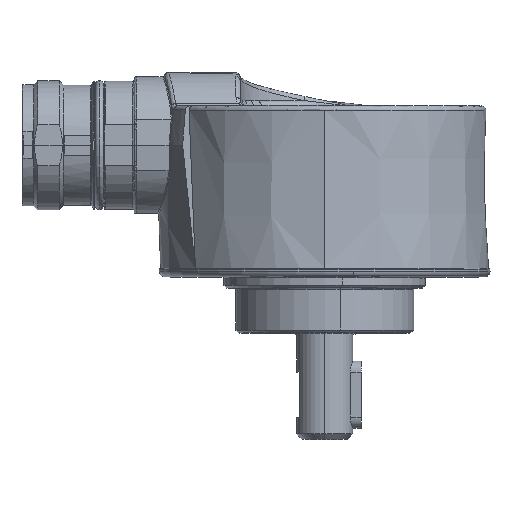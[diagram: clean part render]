
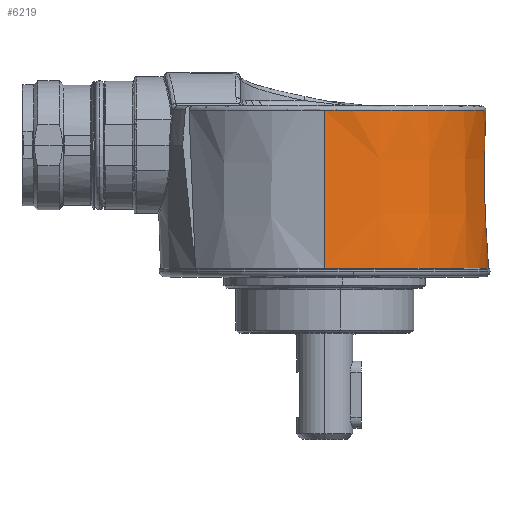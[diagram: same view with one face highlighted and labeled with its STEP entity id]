
A CAD part, top view. The second image highlights one B-rep face of the part: STEP entity #6219.
In plain terms, the highlighted conical face has half-angle 1 degrees and reference radius 28.672 mm.
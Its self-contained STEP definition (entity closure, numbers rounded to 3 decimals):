
#11 = VERTEX_POINT ( 'NONE', #11976 ) ;
#21 = CARTESIAN_POINT ( 'NONE',  ( 2.994, 47.748, -28.746 ) ) ;
#98 = CARTESIAN_POINT ( 'NONE',  ( 0., 18.871, 29.25 ) ) ;
#238 = LINE ( 'NONE', #13434, #1258 ) ;
#683 = DIRECTION ( 'NONE',  ( 0., 1., 0. ) ) ;
#871 = DIRECTION ( 'NONE',  ( 0., -1., -0.017 ) ) ;
#1258 = VECTOR ( 'NONE', #12769, 1000. ) ;
#1915 = ORIENTED_EDGE ( 'NONE', *, *, #4699, .T. ) ;
#2233 = ORIENTED_EDGE ( 'NONE', *, *, #3937, .T. ) ;
#2418 = VERTEX_POINT ( 'NONE', #13670 ) ;
#2431 = DIRECTION ( 'NONE',  ( 0., -1., 0. ) ) ;
#2456 = ORIENTED_EDGE ( 'NONE', *, *, #4891, .T. ) ;
#2638 = DIRECTION ( 'NONE',  ( 0., 0., -1. ) ) ;
#3446 = EDGE_CURVE ( 'NONE', #2418, #4920, #12889, .T. ) ;
#3478 = VERTEX_POINT ( 'NONE', #98 ) ;
#3937 = EDGE_CURVE ( 'NONE', #4920, #4804, #4529, .T. ) ;
#4230 = LINE ( 'NONE', #13812, #9946 ) ;
#4344 = VERTEX_POINT ( 'NONE', #11059 ) ;
#4529 = CIRCLE ( 'NONE', #10314, 28.758 ) ;
#4699 = EDGE_CURVE ( 'NONE', #4804, #11, #7938, .T. ) ;
#4804 = VERTEX_POINT ( 'NONE', #12381 ) ;
#4891 = EDGE_CURVE ( 'NONE', #11, #3478, #238, .T. ) ;
#4920 = VERTEX_POINT ( 'NONE', #8493 ) ;
#4930 = AXIS2_PLACEMENT_3D ( 'NONE', #7648, #683, #8757 ) ;
#5665 = DIRECTION ( 'NONE',  ( 1., 0., 0. ) ) ;
#6182 = AXIS2_PLACEMENT_3D ( 'NONE', #11776, #11272, #2638 ) ;
#6219 = ADVANCED_FACE ( 'NONE', ( #9336 ), #12629, .T. ) ;
#6534 = DIRECTION ( 'NONE',  ( 1., 0., 0. ) ) ;
#7543 = EDGE_LOOP ( 'NONE', ( #1915, #2456, #14157, #7710, #13019, #2233 ) ) ;
#7648 = CARTESIAN_POINT ( 'NONE',  ( 0., 18.871, 0. ) ) ;
#7710 = ORIENTED_EDGE ( 'NONE', *, *, #12296, .F. ) ;
#7938 = CIRCLE ( 'NONE', #13820, 28.758 ) ;
#8493 = CARTESIAN_POINT ( 'NONE',  ( 8.842, 47.085, -27.364 ) ) ;
#8712 = DIRECTION ( 'NONE',  ( 0., -1., 0. ) ) ;
#8757 = DIRECTION ( 'NONE',  ( 0., 0., -1. ) ) ;
#9298 = CIRCLE ( 'NONE', #4930, 29.25 ) ;
#9336 = FACE_OUTER_BOUND ( 'NONE', #7543, .T. ) ;
#9946 = VECTOR ( 'NONE', #871, 1000. ) ;
#10171 = CARTESIAN_POINT ( 'NONE',  ( 0., 47.085, 0. ) ) ;
#10314 = AXIS2_PLACEMENT_3D ( 'NONE', #10670, #2431, #6534 ) ;
#10670 = CARTESIAN_POINT ( 'NONE',  ( 0., 47.085, 0. ) ) ;
#10964 = EDGE_CURVE ( 'NONE', #3478, #4344, #9298, .T. ) ;
#11059 = CARTESIAN_POINT ( 'NONE',  ( 0., 18.871, -29.25 ) ) ;
#11272 = DIRECTION ( 'NONE',  ( 0., -1., 0. ) ) ;
#11776 = CARTESIAN_POINT ( 'NONE',  ( 0., 51.956, 0. ) ) ;
#11976 = CARTESIAN_POINT ( 'NONE',  ( 0., 47.085, 28.758 ) ) ;
#12296 = EDGE_CURVE ( 'NONE', #2418, #4344, #4230, .T. ) ;
#12381 = CARTESIAN_POINT ( 'NONE',  ( 28.758, 47.085, 0. ) ) ;
#12629 = CONICAL_SURFACE ( 'NONE', #6182, 28.673, 0.017 ) ;
#12769 = DIRECTION ( 'NONE',  ( 0., -1., 0.017 ) ) ;
#12889 = B_SPLINE_CURVE_WITH_KNOTS ( 'NONE', 3,
 ( #12899, #21, #13382, #14072 ),
 .UNSPECIFIED., .F., .F.,
 ( 4, 4 ),
 ( 0.764, 1. ),
 .UNSPECIFIED. ) ;
#12899 = CARTESIAN_POINT ( 'NONE',  ( 0., 48.08, -28.74 ) ) ;
#13019 = ORIENTED_EDGE ( 'NONE', *, *, #3446, .T. ) ;
#13382 = CARTESIAN_POINT ( 'NONE',  ( 5.99, 47.416, -28.28 ) ) ;
#13434 = CARTESIAN_POINT ( 'NONE',  ( 0., 51.956, 28.673 ) ) ;
#13670 = CARTESIAN_POINT ( 'NONE',  ( 0., 48.08, -28.74 ) ) ;
#13812 = CARTESIAN_POINT ( 'NONE',  ( 0., 51.956, -28.673 ) ) ;
#13820 = AXIS2_PLACEMENT_3D ( 'NONE', #10171, #8712, #5665 ) ;
#14072 = CARTESIAN_POINT ( 'NONE',  ( 8.842, 47.085, -27.364 ) ) ;
#14157 = ORIENTED_EDGE ( 'NONE', *, *, #10964, .T. ) ;
